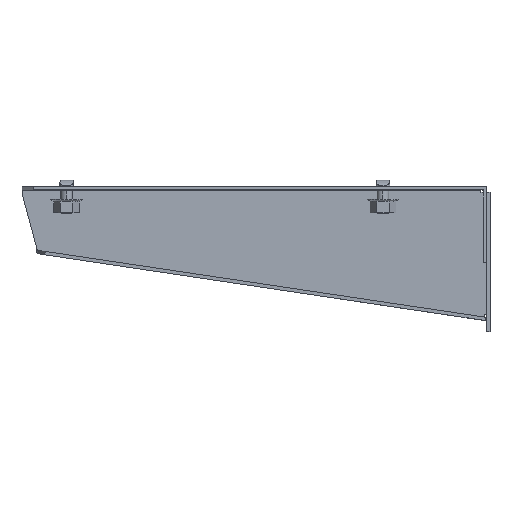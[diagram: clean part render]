
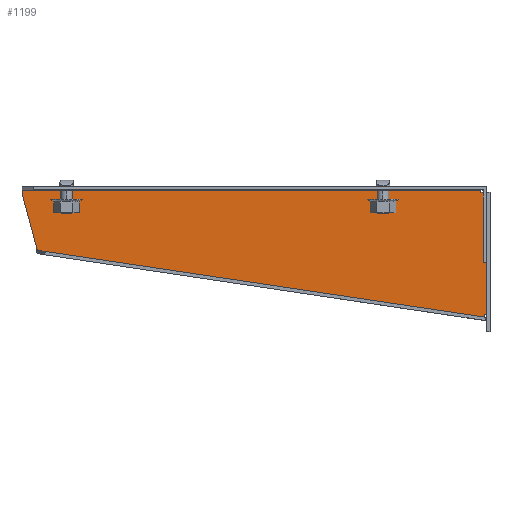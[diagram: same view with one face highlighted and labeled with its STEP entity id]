
A CAD part, top view. The second image highlights one B-rep face of the part: STEP entity #1199.
In plain terms, the highlighted planar face has unit normal (0, 0, 1).
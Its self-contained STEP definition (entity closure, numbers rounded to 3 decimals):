
#86=DIRECTION('',(0.,1.,0.));
#87=VECTOR('',#86,1.5);
#88=CARTESIAN_POINT('',(0.,82.,1.5));
#89=LINE('',#88,#87);
#90=DIRECTION('',(1.,0.,0.));
#91=VECTOR('',#90,206.);
#92=CARTESIAN_POINT('',(0.,83.5,1.5));
#93=LINE('',#92,#91);
#94=DIRECTION('',(1.,0.,0.));
#95=VECTOR('',#94,2.55);
#96=CARTESIAN_POINT('',(206.,82.5,1.5));
#97=LINE('',#96,#95);
#98=DIRECTION('',(0.,-1.,0.));
#99=VECTOR('',#98,55.);
#100=CARTESIAN_POINT('',(208.55,82.5,1.5));
#101=LINE('',#100,#99);
#102=DIRECTION('',(-1.,0.,0.));
#103=VECTOR('',#102,1.05);
#104=CARTESIAN_POINT('',(208.55,27.5,1.5));
#105=LINE('',#104,#103);
#106=CARTESIAN_POINT('',(207.5,27.5,1.5));
#107=CARTESIAN_POINT('',(207.517,27.318,1.5));
#108=CARTESIAN_POINT('',(207.547,26.967,1.5));
#109=CARTESIAN_POINT('',(207.547,26.64,1.5));
#110=CARTESIAN_POINT('',(207.543,26.482,1.5));
#112=DIRECTION('',(0.259,-0.966,0.));
#113=VECTOR('',#112,25.332);
#114=CARTESIAN_POINT('',(0.,82.,1.5));
#115=LINE('',#114,#113);
#484=DIRECTION('',(0.,1.,0.));
#485=VECTOR('',#484,1.);
#486=CARTESIAN_POINT('',(206.,82.5,1.5));
#487=LINE('',#486,#485);
#683=CARTESIAN_POINT('',(6.556,57.531,1.5));
#684=CARTESIAN_POINT('',(6.652,57.345,1.5));
#685=CARTESIAN_POINT('',(6.83,56.988,1.5));
#686=CARTESIAN_POINT('',(6.93,56.633,1.5));
#687=CARTESIAN_POINT('',(6.964,56.459,1.5));
#726=DIRECTION('',(0.989,-0.148,0.));
#727=VECTOR('',#726,202.807);
#728=CARTESIAN_POINT('',(6.964,56.459,1.5));
#729=LINE('',#728,#727);
#952=CARTESIAN_POINT('',(0.,82.,1.5));
#953=CARTESIAN_POINT('',(6.556,57.531,1.5));
#954=VERTEX_POINT('',#952);
#955=VERTEX_POINT('',#953);
#969=CARTESIAN_POINT('',(207.5,27.5,1.5));
#971=VERTEX_POINT('',#969);
#972=CARTESIAN_POINT('',(206.,82.5,1.5));
#974=VERTEX_POINT('',#972);
#998=CARTESIAN_POINT('',(0.,83.5,1.5));
#999=CARTESIAN_POINT('',(206.,83.5,1.5));
#1000=VERTEX_POINT('',#998);
#1001=VERTEX_POINT('',#999);
#1002=CARTESIAN_POINT('',(208.55,82.5,1.5));
#1003=CARTESIAN_POINT('',(208.55,27.5,1.5));
#1004=VERTEX_POINT('',#1002);
#1005=VERTEX_POINT('',#1003);
#1006=CARTESIAN_POINT('',(6.964,56.459,1.5));
#1007=CARTESIAN_POINT('',(207.543,26.482,1.5));
#1008=VERTEX_POINT('',#1006);
#1009=VERTEX_POINT('',#1007);
#1174=CARTESIAN_POINT('',(0.,0.,1.5));
#1175=DIRECTION('',(0.,0.,1.));
#1176=DIRECTION('',(1.,0.,0.));
#1177=AXIS2_PLACEMENT_3D('',#1174,#1175,#1176);
#1178=PLANE('',#1177);
#1180=ORIENTED_EDGE('',*,*,#1179,.T.);
#1182=ORIENTED_EDGE('',*,*,#1181,.T.);
#1184=ORIENTED_EDGE('',*,*,#1183,.F.);
#1186=ORIENTED_EDGE('',*,*,#1185,.T.);
#1187=ORIENTED_EDGE('',*,*,#1137,.T.);
#1188=ORIENTED_EDGE('',*,*,#1161,.T.);
#1190=ORIENTED_EDGE('',*,*,#1189,.T.);
#1192=ORIENTED_EDGE('',*,*,#1191,.F.);
#1194=ORIENTED_EDGE('',*,*,#1193,.F.);
#1196=ORIENTED_EDGE('',*,*,#1195,.F.);
#1197=EDGE_LOOP('',(#1180,#1182,#1184,#1186,#1187,#1188,#1190,#1192,#1194,
#1196));
#1198=FACE_OUTER_BOUND('',#1197,.F.);
#1199=ADVANCED_FACE('',(#1198),#1178,.T.);
#111=B_SPLINE_CURVE_WITH_KNOTS('',3,(#106,#107,#108,#109,#110),.UNSPECIFIED.,
.F.,.F.,(4,1,4),(0.,0.5,1.),.UNSPECIFIED.);
#688=B_SPLINE_CURVE_WITH_KNOTS('',3,(#683,#684,#685,#686,#687),.UNSPECIFIED.,
.F.,.F.,(4,1,4),(0.,0.5,1.),.UNSPECIFIED.);
#1137=EDGE_CURVE('',#1004,#1005,#101,.T.);
#1161=EDGE_CURVE('',#1005,#971,#105,.T.);
#1179=EDGE_CURVE('',#954,#1000,#89,.T.);
#1181=EDGE_CURVE('',#1000,#1001,#93,.T.);
#1183=EDGE_CURVE('',#974,#1001,#487,.T.);
#1185=EDGE_CURVE('',#974,#1004,#97,.T.);
#1189=EDGE_CURVE('',#971,#1009,#111,.T.);
#1191=EDGE_CURVE('',#1008,#1009,#729,.T.);
#1193=EDGE_CURVE('',#955,#1008,#688,.T.);
#1195=EDGE_CURVE('',#954,#955,#115,.T.);
